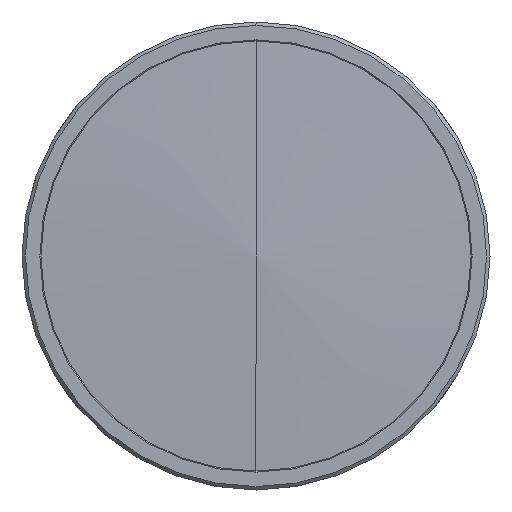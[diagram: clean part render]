
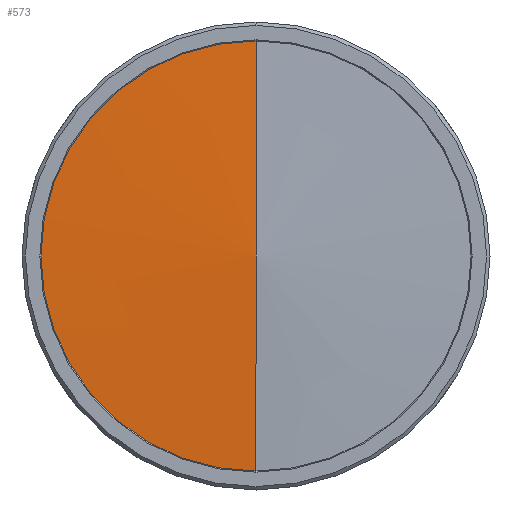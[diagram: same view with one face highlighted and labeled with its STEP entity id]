
A CAD part, left-side view. The second image highlights one B-rep face of the part: STEP entity #573.
In plain terms, the highlighted conical face has half-angle 87.44 degrees and reference radius 65.094 mm.
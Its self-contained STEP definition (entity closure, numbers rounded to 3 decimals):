
#99 = AXIS2_PLACEMENT_3D ( 'NONE', #1291, #1702, #262 ) ;
#216 = VERTEX_POINT ( 'NONE', #2760 ) ;
#236 = LINE ( 'NONE', #3042, #259 ) ;
#250 = DIRECTION ( 'NONE',  ( 0., 0., -1. ) ) ;
#259 = VECTOR ( 'NONE', #1419, 1000. ) ;
#262 = DIRECTION ( 'NONE',  ( 0., 0., -1. ) ) ;
#351 = VERTEX_POINT ( 'NONE', #2809 ) ;
#416 = LINE ( 'NONE', #2936, #1773 ) ;
#525 = CARTESIAN_POINT ( 'NONE',  ( 2.794, 0., -62.5 ) ) ;
#573 = ADVANCED_FACE ( 'NONE', ( #1131 ), #703, .T. ) ;
#610 = CARTESIAN_POINT ( 'NONE',  ( 2.794, 0., 0. ) ) ;
#703 = CONICAL_SURFACE ( 'NONE', #99, 65.094, 1.526 ) ;
#823 = VERTEX_POINT ( 'NONE', #525 ) ;
#888 = AXIS2_PLACEMENT_3D ( 'NONE', #610, #2587, #250 ) ;
#1131 = FACE_OUTER_BOUND ( 'NONE', #3193, .T. ) ;
#1291 = CARTESIAN_POINT ( 'NONE',  ( 2.91, 0., 0. ) ) ;
#1419 = DIRECTION ( 'NONE',  ( 0.045, 0., 0.999 ) ) ;
#1702 = DIRECTION ( 'NONE',  ( 1., 0., 0. ) ) ;
#1773 = VECTOR ( 'NONE', #2638, 1000. ) ;
#2019 = EDGE_CURVE ( 'NONE', #823, #216, #3077, .T. ) ;
#2345 = ORIENTED_EDGE ( 'NONE', *, *, #2994, .F. ) ;
#2567 = ORIENTED_EDGE ( 'NONE', *, *, #2019, .F. ) ;
#2587 = DIRECTION ( 'NONE',  ( 1., 0., 0. ) ) ;
#2638 = DIRECTION ( 'NONE',  ( 0.045, 0., -0.999 ) ) ;
#2760 = CARTESIAN_POINT ( 'NONE',  ( 2.794, 0., 62.5 ) ) ;
#2809 = CARTESIAN_POINT ( 'NONE',  ( 0., 0., 0. ) ) ;
#2892 = EDGE_CURVE ( 'NONE', #351, #216, #236, .T. ) ;
#2936 = CARTESIAN_POINT ( 'NONE',  ( 2.91, 0., -65.094 ) ) ;
#2994 = EDGE_CURVE ( 'NONE', #351, #823, #416, .T. ) ;
#3042 = CARTESIAN_POINT ( 'NONE',  ( 2.91, 0., 65.094 ) ) ;
#3077 = CIRCLE ( 'NONE', #888, 62.5 ) ;
#3193 = EDGE_LOOP ( 'NONE', ( #2345, #3240, #2567 ) ) ;
#3240 = ORIENTED_EDGE ( 'NONE', *, *, #2892, .T. ) ;
